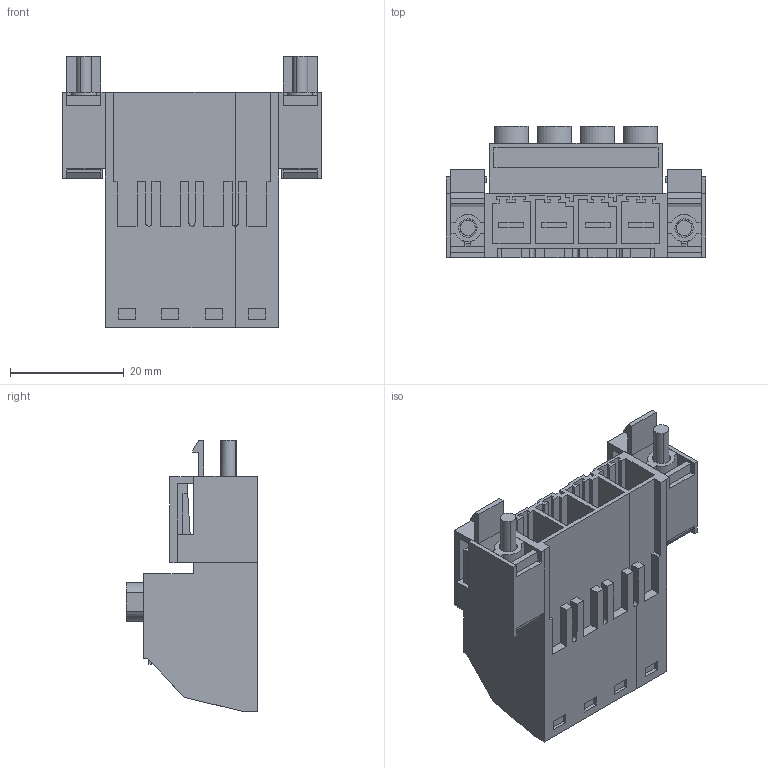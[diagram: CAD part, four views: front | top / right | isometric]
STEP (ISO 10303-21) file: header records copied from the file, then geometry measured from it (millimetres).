
FILE_DESCRIPTION(('CATIA V5 STEP Exchange','CAx-IF Rec.Pracs.--- Model Styling and Organization---1.4--- 2014-01-23'),'2;1');
FILE_NAME ('D1460205_1_1951010000_1951010000.stp','2023-02-01T14:37:26+00:00',('none'),('Weidmueller'),'CATIA Version 5-6 Release 2016 SP3 HF44','CATIA V5 STEP AP214','none');
FILE_SCHEMA(('AUTOMOTIVE_DESIGN { 1 0 10303 214 1 1 1 1 }'));
Length unit declared in the file: millimetre
Products named in the file (1): 1951010000
Bounding box: 45.72 x 23.1 x 47.75 mm (x, y, z)
Volume: 15110.6 mm3; surface area: 14392.5 mm2
Topology: 15 solids, 15 shells, 555 faces, 1515 edges, 1009 vertices
Faces by surface type: plane 509, cylinder 46
Entity records: 16842 total; most frequent: ORIENTED_EDGE 3030, CARTESIAN_POINT 2997, DIRECTION 2272, EDGE_CURVE 1515, VECTOR 1378, LINE 1378, VERTEX_POINT 1009, EDGE_LOOP 582
